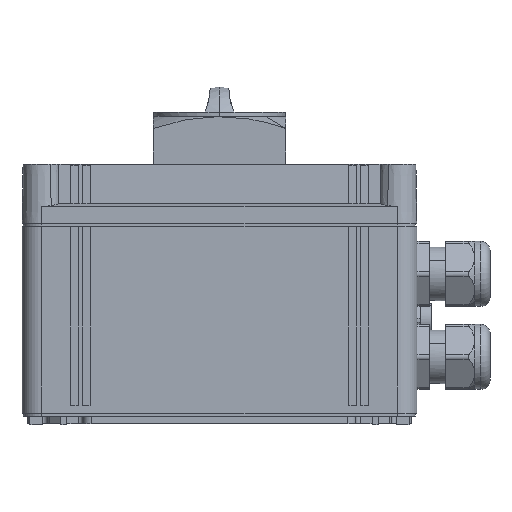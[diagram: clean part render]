
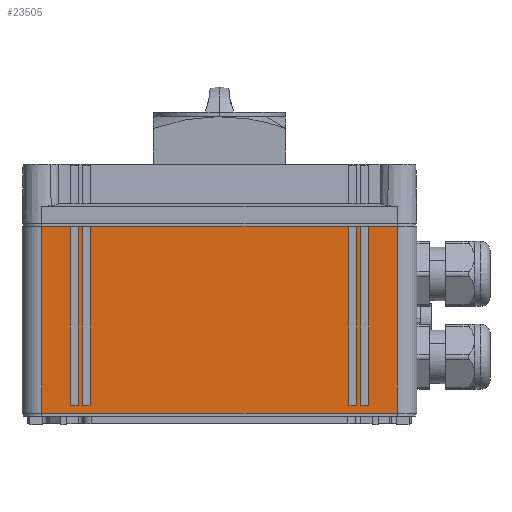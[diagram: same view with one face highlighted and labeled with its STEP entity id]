
A CAD part, left-side view. The second image highlights one B-rep face of the part: STEP entity #23505.
In plain terms, the highlighted planar face has unit normal (-1, 0, 0).
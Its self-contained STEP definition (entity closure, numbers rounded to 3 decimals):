
#23356=AXIS2_PLACEMENT_3D('Plane Axis2P3D',#23353,#23354,#23355) ;
#17355=CARTESIAN_POINT('Vertex',(0.,227.,100.5)) ;
#17358=CARTESIAN_POINT('Line Origine',(0.,137.,100.5)) ;
#17362=CARTESIAN_POINT('Vertex',(0.,47.,100.5)) ;
#17477=CARTESIAN_POINT('Vertex',(0.,47.,6.)) ;
#17480=CARTESIAN_POINT('Line Origine',(0.,137.,6.)) ;
#17484=CARTESIAN_POINT('Vertex',(0.,227.,6.)) ;
#23341=CARTESIAN_POINT('Line Origine',(0.,47.,106.)) ;
#23353=CARTESIAN_POINT('Axis2P3D Location',(0.,47.,106.)) ;
#23358=CARTESIAN_POINT('Line Origine',(0.,227.,53.25)) ;
#23369=CARTESIAN_POINT('Line Origine',(0.,210.5,10.)) ;
#23373=CARTESIAN_POINT('Vertex',(0.,212.5,10.)) ;
#23375=CARTESIAN_POINT('Vertex',(0.,208.5,10.)) ;
#23378=CARTESIAN_POINT('Line Origine',(0.,212.5,55.178)) ;
#23382=CARTESIAN_POINT('Vertex',(0.,212.5,100.356)) ;
#23385=CARTESIAN_POINT('Line Origine',(0.,210.5,100.356)) ;
#23389=CARTESIAN_POINT('Vertex',(0.,208.5,100.356)) ;
#23392=CARTESIAN_POINT('Line Origine',(0.,208.5,55.178)) ;
#23403=CARTESIAN_POINT('Line Origine',(0.,204.5,10.)) ;
#23407=CARTESIAN_POINT('Vertex',(0.,206.5,10.)) ;
#23409=CARTESIAN_POINT('Vertex',(0.,202.5,10.)) ;
#23412=CARTESIAN_POINT('Line Origine',(0.,206.5,55.178)) ;
#23416=CARTESIAN_POINT('Vertex',(0.,206.5,100.356)) ;
#23419=CARTESIAN_POINT('Line Origine',(0.,204.5,100.356)) ;
#23423=CARTESIAN_POINT('Vertex',(0.,202.5,100.356)) ;
#23426=CARTESIAN_POINT('Line Origine',(0.,202.5,55.178)) ;
#23437=CARTESIAN_POINT('Line Origine',(0.,69.5,10.)) ;
#23441=CARTESIAN_POINT('Vertex',(0.,71.5,10.)) ;
#23443=CARTESIAN_POINT('Vertex',(0.,67.5,10.)) ;
#23446=CARTESIAN_POINT('Line Origine',(0.,71.5,55.178)) ;
#23450=CARTESIAN_POINT('Vertex',(0.,71.5,100.356)) ;
#23453=CARTESIAN_POINT('Line Origine',(0.,69.5,100.356)) ;
#23457=CARTESIAN_POINT('Vertex',(0.,67.5,100.356)) ;
#23460=CARTESIAN_POINT('Line Origine',(0.,67.5,55.178)) ;
#23471=CARTESIAN_POINT('Line Origine',(0.,63.5,10.)) ;
#23475=CARTESIAN_POINT('Vertex',(0.,65.5,10.)) ;
#23477=CARTESIAN_POINT('Vertex',(0.,61.5,10.)) ;
#23480=CARTESIAN_POINT('Line Origine',(0.,65.5,55.178)) ;
#23484=CARTESIAN_POINT('Vertex',(0.,65.5,100.356)) ;
#23487=CARTESIAN_POINT('Line Origine',(0.,63.5,100.356)) ;
#23491=CARTESIAN_POINT('Vertex',(0.,61.5,100.356)) ;
#23494=CARTESIAN_POINT('Line Origine',(0.,61.5,55.178)) ;
#17359=DIRECTION('Vector Direction',(0.,-1.,0.)) ;
#17481=DIRECTION('Vector Direction',(0.,1.,0.)) ;
#23342=DIRECTION('Vector Direction',(0.,0.,-1.)) ;
#23354=DIRECTION('Axis2P3D Direction',(-1.,0.,0.)) ;
#23355=DIRECTION('Axis2P3D XDirection',(0.,1.,0.)) ;
#23359=DIRECTION('Vector Direction',(0.,0.,-1.)) ;
#23370=DIRECTION('Vector Direction',(0.,-1.,0.)) ;
#23379=DIRECTION('Vector Direction',(0.,0.,-1.)) ;
#23386=DIRECTION('Vector Direction',(0.,1.,0.)) ;
#23393=DIRECTION('Vector Direction',(0.,0.,1.)) ;
#23404=DIRECTION('Vector Direction',(0.,-1.,0.)) ;
#23413=DIRECTION('Vector Direction',(0.,0.,-1.)) ;
#23420=DIRECTION('Vector Direction',(0.,1.,0.)) ;
#23427=DIRECTION('Vector Direction',(0.,0.,1.)) ;
#23438=DIRECTION('Vector Direction',(0.,-1.,0.)) ;
#23447=DIRECTION('Vector Direction',(0.,0.,-1.)) ;
#23454=DIRECTION('Vector Direction',(0.,1.,0.)) ;
#23461=DIRECTION('Vector Direction',(0.,0.,1.)) ;
#23472=DIRECTION('Vector Direction',(0.,-1.,0.)) ;
#23481=DIRECTION('Vector Direction',(0.,0.,-1.)) ;
#23488=DIRECTION('Vector Direction',(0.,1.,0.)) ;
#23495=DIRECTION('Vector Direction',(0.,0.,1.)) ;
#17360=VECTOR('Line Direction',#17359,1.) ;
#17482=VECTOR('Line Direction',#17481,1.) ;
#23343=VECTOR('Line Direction',#23342,1.) ;
#23360=VECTOR('Line Direction',#23359,1.) ;
#23371=VECTOR('Line Direction',#23370,1.) ;
#23380=VECTOR('Line Direction',#23379,1.) ;
#23387=VECTOR('Line Direction',#23386,1.) ;
#23394=VECTOR('Line Direction',#23393,1.) ;
#23405=VECTOR('Line Direction',#23404,1.) ;
#23414=VECTOR('Line Direction',#23413,1.) ;
#23421=VECTOR('Line Direction',#23420,1.) ;
#23428=VECTOR('Line Direction',#23427,1.) ;
#23439=VECTOR('Line Direction',#23438,1.) ;
#23448=VECTOR('Line Direction',#23447,1.) ;
#23455=VECTOR('Line Direction',#23454,1.) ;
#23462=VECTOR('Line Direction',#23461,1.) ;
#23473=VECTOR('Line Direction',#23472,1.) ;
#23482=VECTOR('Line Direction',#23481,1.) ;
#23489=VECTOR('Line Direction',#23488,1.) ;
#23496=VECTOR('Line Direction',#23495,1.) ;
#23364=ORIENTED_EDGE('',*,*,#23362,.T.) ;
#23365=ORIENTED_EDGE('',*,*,#17486,.F.) ;
#23366=ORIENTED_EDGE('',*,*,#23345,.F.) ;
#23367=ORIENTED_EDGE('',*,*,#17364,.F.) ;
#23398=ORIENTED_EDGE('',*,*,#23377,.F.) ;
#23399=ORIENTED_EDGE('',*,*,#23384,.F.) ;
#23400=ORIENTED_EDGE('',*,*,#23391,.F.) ;
#23401=ORIENTED_EDGE('',*,*,#23396,.F.) ;
#23432=ORIENTED_EDGE('',*,*,#23411,.F.) ;
#23433=ORIENTED_EDGE('',*,*,#23418,.F.) ;
#23434=ORIENTED_EDGE('',*,*,#23425,.F.) ;
#23435=ORIENTED_EDGE('',*,*,#23430,.F.) ;
#23466=ORIENTED_EDGE('',*,*,#23445,.F.) ;
#23467=ORIENTED_EDGE('',*,*,#23452,.F.) ;
#23468=ORIENTED_EDGE('',*,*,#23459,.F.) ;
#23469=ORIENTED_EDGE('',*,*,#23464,.F.) ;
#23500=ORIENTED_EDGE('',*,*,#23479,.F.) ;
#23501=ORIENTED_EDGE('',*,*,#23486,.F.) ;
#23502=ORIENTED_EDGE('',*,*,#23493,.F.) ;
#23503=ORIENTED_EDGE('',*,*,#23498,.F.) ;
#23402=FACE_BOUND('',#23397,.T.) ;
#23436=FACE_BOUND('',#23431,.T.) ;
#23470=FACE_BOUND('',#23465,.T.) ;
#23504=FACE_BOUND('',#23499,.T.) ;
#23505=ADVANCED_FACE('GEHAEUSEUNTERTEIL',(#23368,#23402,#23436,#23470,#23504),#23357,.T.) ;
#17364=EDGE_CURVE('',#17356,#17363,#17361,.T.) ;
#17486=EDGE_CURVE('',#17478,#17485,#17483,.T.) ;
#23345=EDGE_CURVE('',#17363,#17478,#23344,.T.) ;
#23362=EDGE_CURVE('',#17356,#17485,#23361,.T.) ;
#23377=EDGE_CURVE('',#23374,#23376,#23372,.T.) ;
#23384=EDGE_CURVE('',#23383,#23374,#23381,.T.) ;
#23391=EDGE_CURVE('',#23390,#23383,#23388,.T.) ;
#23396=EDGE_CURVE('',#23376,#23390,#23395,.T.) ;
#23411=EDGE_CURVE('',#23408,#23410,#23406,.T.) ;
#23418=EDGE_CURVE('',#23417,#23408,#23415,.T.) ;
#23425=EDGE_CURVE('',#23424,#23417,#23422,.T.) ;
#23430=EDGE_CURVE('',#23410,#23424,#23429,.T.) ;
#23445=EDGE_CURVE('',#23442,#23444,#23440,.T.) ;
#23452=EDGE_CURVE('',#23451,#23442,#23449,.T.) ;
#23459=EDGE_CURVE('',#23458,#23451,#23456,.T.) ;
#23464=EDGE_CURVE('',#23444,#23458,#23463,.T.) ;
#23479=EDGE_CURVE('',#23476,#23478,#23474,.T.) ;
#23486=EDGE_CURVE('',#23485,#23476,#23483,.T.) ;
#23493=EDGE_CURVE('',#23492,#23485,#23490,.T.) ;
#23498=EDGE_CURVE('',#23478,#23492,#23497,.T.) ;
#23363=EDGE_LOOP('',(#23364,#23365,#23366,#23367)) ;
#23397=EDGE_LOOP('',(#23398,#23399,#23400,#23401)) ;
#23431=EDGE_LOOP('',(#23432,#23433,#23434,#23435)) ;
#23465=EDGE_LOOP('',(#23466,#23467,#23468,#23469)) ;
#23499=EDGE_LOOP('',(#23500,#23501,#23502,#23503)) ;
#23368=FACE_OUTER_BOUND('',#23363,.T.) ;
#17361=LINE('Line',#17358,#17360) ;
#17483=LINE('Line',#17480,#17482) ;
#23344=LINE('Line',#23341,#23343) ;
#23361=LINE('Line',#23358,#23360) ;
#23372=LINE('Line',#23369,#23371) ;
#23381=LINE('Line',#23378,#23380) ;
#23388=LINE('Line',#23385,#23387) ;
#23395=LINE('Line',#23392,#23394) ;
#23406=LINE('Line',#23403,#23405) ;
#23415=LINE('Line',#23412,#23414) ;
#23422=LINE('Line',#23419,#23421) ;
#23429=LINE('Line',#23426,#23428) ;
#23440=LINE('Line',#23437,#23439) ;
#23449=LINE('Line',#23446,#23448) ;
#23456=LINE('Line',#23453,#23455) ;
#23463=LINE('Line',#23460,#23462) ;
#23474=LINE('Line',#23471,#23473) ;
#23483=LINE('Line',#23480,#23482) ;
#23490=LINE('Line',#23487,#23489) ;
#23497=LINE('Line',#23494,#23496) ;
#23357=PLANE('',#23356) ;
#17356=VERTEX_POINT('',#17355) ;
#17363=VERTEX_POINT('',#17362) ;
#17478=VERTEX_POINT('',#17477) ;
#17485=VERTEX_POINT('',#17484) ;
#23374=VERTEX_POINT('',#23373) ;
#23376=VERTEX_POINT('',#23375) ;
#23383=VERTEX_POINT('',#23382) ;
#23390=VERTEX_POINT('',#23389) ;
#23408=VERTEX_POINT('',#23407) ;
#23410=VERTEX_POINT('',#23409) ;
#23417=VERTEX_POINT('',#23416) ;
#23424=VERTEX_POINT('',#23423) ;
#23442=VERTEX_POINT('',#23441) ;
#23444=VERTEX_POINT('',#23443) ;
#23451=VERTEX_POINT('',#23450) ;
#23458=VERTEX_POINT('',#23457) ;
#23476=VERTEX_POINT('',#23475) ;
#23478=VERTEX_POINT('',#23477) ;
#23485=VERTEX_POINT('',#23484) ;
#23492=VERTEX_POINT('',#23491) ;
